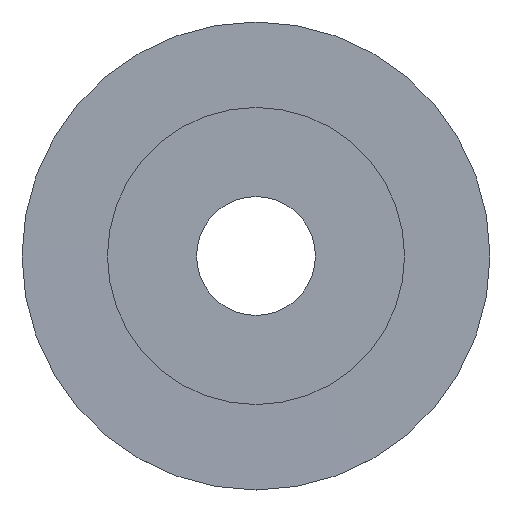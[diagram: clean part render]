
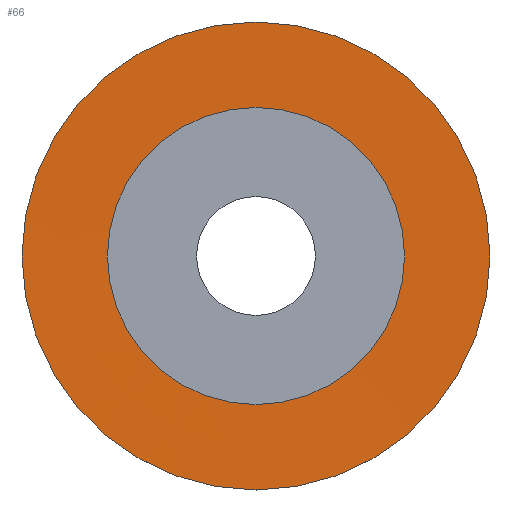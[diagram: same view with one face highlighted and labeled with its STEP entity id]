
A CAD part, top view. The second image highlights one B-rep face of the part: STEP entity #66.
In plain terms, the highlighted conical face has half-angle 89.851 degrees and reference radius 31.5 mm.
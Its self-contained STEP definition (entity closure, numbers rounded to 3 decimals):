
#11 = EDGE_CURVE ( 'NONE', #26, #26, #119, .T. ) ;
#14 = ORIENTED_EDGE ( 'NONE', *, *, #11, .F. ) ;
#26 = VERTEX_POINT ( 'NONE', #40 ) ;
#37 = ORIENTED_EDGE ( 'NONE', *, *, #53, .T. ) ;
#40 = CARTESIAN_POINT ( 'NONE',  ( 0., 31.5, 0.6 ) ) ;
#42 = CARTESIAN_POINT ( 'NONE',  ( 0., 0., 0.6 ) ) ;
#53 = EDGE_CURVE ( 'NONE', #85, #85, #127, .T. ) ;
#66 = ADVANCED_FACE ( 'NONE', ( #78, #86 ), #189, .F. ) ;
#75 = DIRECTION ( 'NONE',  ( 0., 0., -1. ) ) ;
#77 = AXIS2_PLACEMENT_3D ( 'NONE', #42, #212, #106 ) ;
#78 = FACE_BOUND ( 'NONE', #190, .T. ) ;
#84 = CARTESIAN_POINT ( 'NONE',  ( 0., 20., 0.57 ) ) ;
#85 = VERTEX_POINT ( 'NONE', #84 ) ;
#86 = FACE_OUTER_BOUND ( 'NONE', #228, .T. ) ;
#106 = DIRECTION ( 'NONE',  ( 0., -1., 0. ) ) ;
#113 = AXIS2_PLACEMENT_3D ( 'NONE', #225, #170, #138 ) ;
#119 = CIRCLE ( 'NONE', #113, 31.5 ) ;
#127 = CIRCLE ( 'NONE', #224, 20. ) ;
#138 = DIRECTION ( 'NONE',  ( 0., 1., 0. ) ) ;
#170 = DIRECTION ( 'NONE',  ( 0., 0., -1. ) ) ;
#171 = CARTESIAN_POINT ( 'NONE',  ( 0., 0., 0.57 ) ) ;
#188 = DIRECTION ( 'NONE',  ( 0., 1., 0. ) ) ;
#189 = CONICAL_SURFACE ( 'NONE', #77, 31.5, 1.568 ) ;
#190 = EDGE_LOOP ( 'NONE', ( #37 ) ) ;
#212 = DIRECTION ( 'NONE',  ( 0., 0., 1. ) ) ;
#224 = AXIS2_PLACEMENT_3D ( 'NONE', #171, #75, #188 ) ;
#225 = CARTESIAN_POINT ( 'NONE',  ( 0., 0., 0.6 ) ) ;
#228 = EDGE_LOOP ( 'NONE', ( #14 ) ) ;
